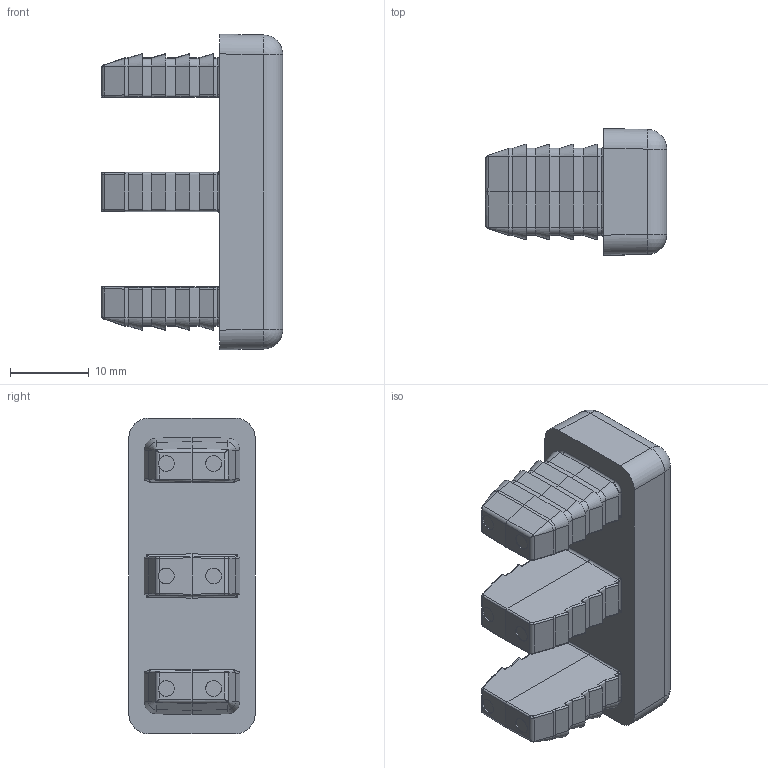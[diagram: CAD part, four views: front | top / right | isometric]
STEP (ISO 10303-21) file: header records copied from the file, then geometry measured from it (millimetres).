
FILE_DESCRIPTION (( 'STEP AP214' ), '1' );
FILE_NAME ('091385.STEP', '2022-10-10T08:55:32', ( '' ), ( '' ), 'SwSTEP 2.0', 'SolidWorks 2022', '' );
FILE_SCHEMA (( 'AUTOMOTIVE_DESIGN' ));
Length unit declared in the file: millimetre
Products named in the file (1): 091385
Bounding box: 23 x 16 x 40 mm (x, y, z)
Volume: 7317.9 mm3; surface area: 3467.7 mm2
Topology: 1 solids, 1 shells, 386 faces, 942 edges, 552 vertices
Faces by surface type: plane 174, cylinder 156, bspline 44, sphere 4, cone 4, torus 4
Entity records: 12999 total; most frequent: CARTESIAN_POINT 4672, ORIENTED_EDGE 1860, DIRECTION 1578, EDGE_CURVE 930, VECTOR 576, LINE 576, VERTEX_POINT 552, AXIS2_PLACEMENT_3D 501
